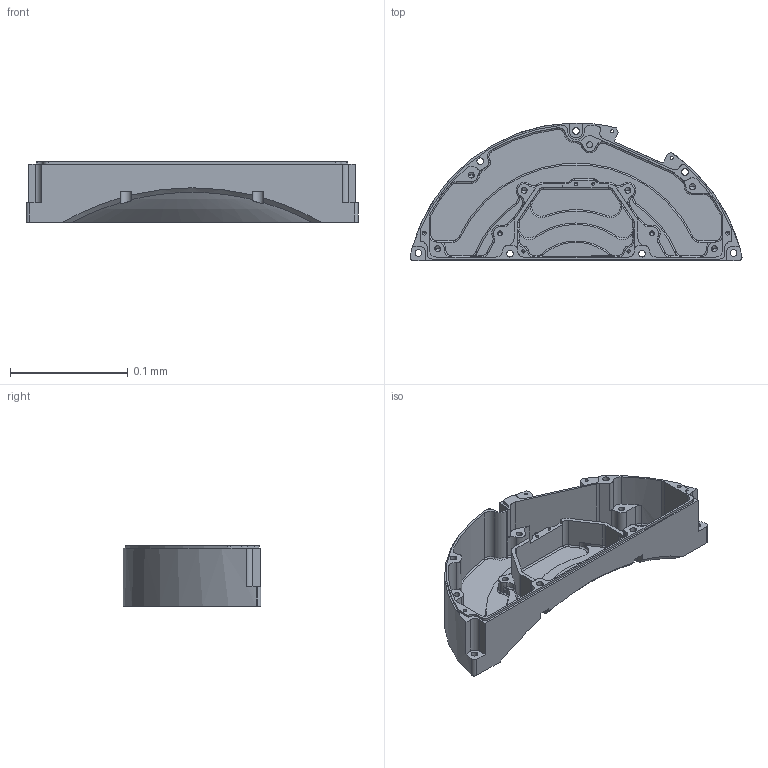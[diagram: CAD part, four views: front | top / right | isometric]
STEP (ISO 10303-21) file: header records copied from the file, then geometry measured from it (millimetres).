
FILE_DESCRIPTION(('produced by SPATIAL CORP'),'2;1');
FILE_NAME('part02.hh.sat.stp', '2002-04-19T09:54:40+00:00',('SPATIAL CORP'),('SPATIAL CORP'), 'ACIS STEP Husk','http://www.spatial.com','SPATIAL CORP');
FILE_SCHEMA(('CONFIG_CONTROL_DESIGN'));
Length unit declared in the file: millimetre
Products named in the file (1): PRODUCT_ID_1
Bounding box: 0.28 x 0.12 x 0.05 mm (x, y, z)
Volume: 0 mm3; surface area: 0.1 mm2
Topology: 1 solids, 1 shells, 527 faces, 1377 edges, 847 vertices
Faces by surface type: cylinder 270, plane 114, torus 101, cone 41, sphere 1
Full cylindrical faces by diameter (mm): 0.002 x1
Entity records: 15246 total; most frequent: CARTESIAN_POINT 2701, ORIENTED_EDGE 2692, DIRECTION 2641, EDGE_CURVE 1346, AXIS2_PLACEMENT_3D 1028, VERTEX_POINT 847, CIRCLE 603, VECTOR 585
